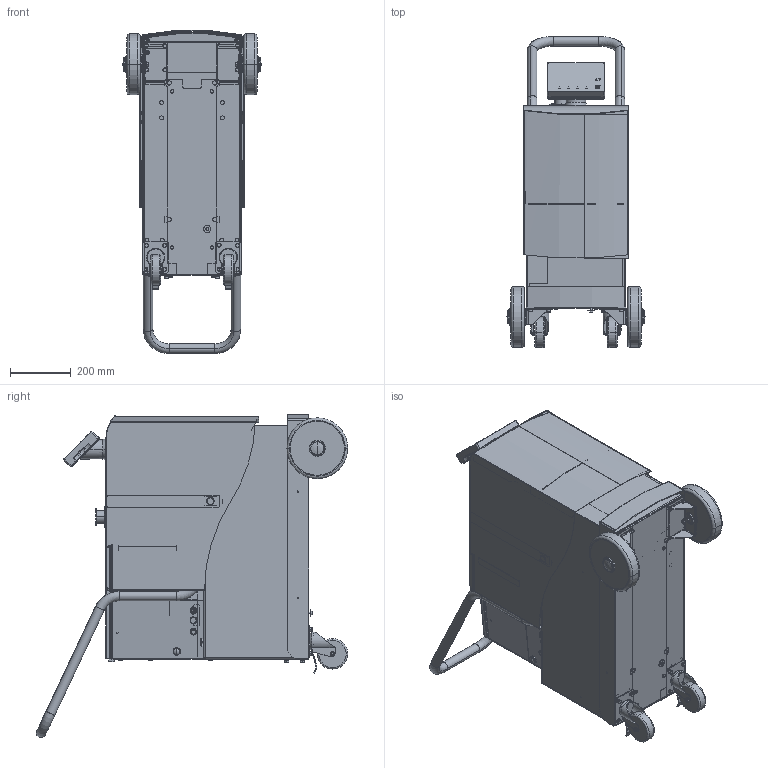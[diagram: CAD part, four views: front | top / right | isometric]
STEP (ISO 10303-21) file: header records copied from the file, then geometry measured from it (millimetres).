
FILE_DESCRIPTION((''),'2;1');
FILE_NAME('380-GENERAL-1_SW0001','2015-06-25T',('PLEVEQUE'),(''),'PRO/ENGINEER BY PARAMETRIC TECHNOLOGY CORPORATION, 2014090','PRO/ENGINEER BY PARAMETRIC TECHNOLOGY CORPORATION, 2014090','');
FILE_SCHEMA(('CONFIG_CONTROL_DESIGN'));
Products named in the file (1): 380-GENERAL-1_SW0001
Bounding box: 455 x 1025 x 1063.67 mm (x, y, z)
Surface area: 7966752.3 mm2 (no closed solid volume)
Topology: 0 solids, 616 shells, 3523 faces, 10208 edges, 7064 vertices
Faces by surface type: plane 1499, cylinder 1134, cone 550, torus 248, sphere 49, bspline 42, extrusion 1
Entity records: 155634 total; most frequent: CARTESIAN_POINT 64888, DIRECTION 20032, ORIENTED_EDGE 16149, EDGE_CURVE 10176, AXIS2_PLACEMENT_3D 7380, VERTEX_POINT 7065, VECTOR 5272, LINE 5271
